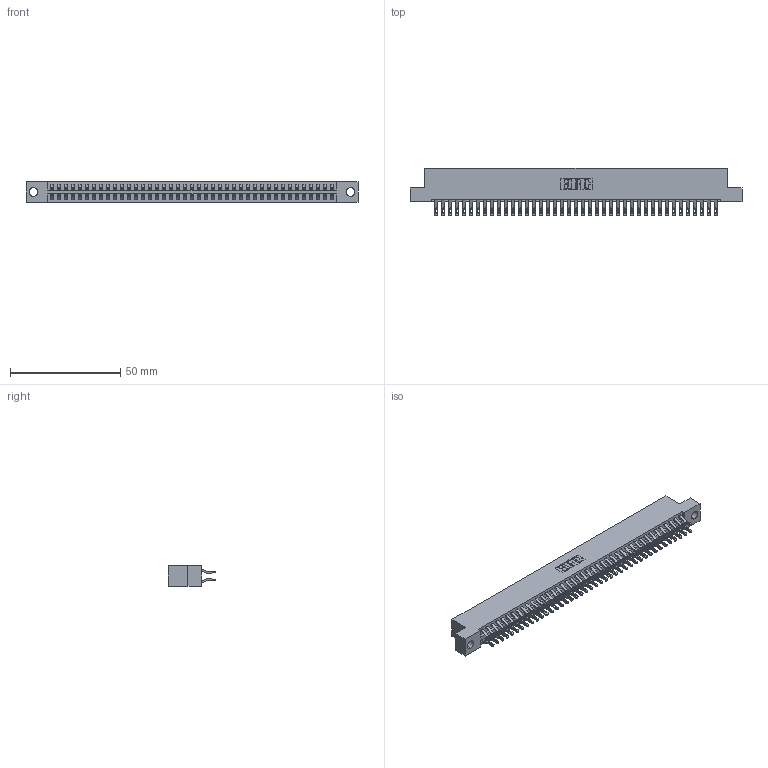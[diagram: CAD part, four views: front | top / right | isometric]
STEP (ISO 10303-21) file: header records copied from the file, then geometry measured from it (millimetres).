
FILE_DESCRIPTION (( 'STEP AP203' ), '1' );
FILE_NAME ('346-082-555-204.STEP', '2018-08-29T09:47:56', ( '' ), ( '' ), 'SwSTEP 2.0', 'SolidWorks 2016', '' );
FILE_SCHEMA (( 'CONFIG_CONTROL_DESIGN' ));
Length unit declared in the file: inch
Products named in the file (3): 346 Part_Flush Mounting Lugs - 0.156 Dia-TH; 345-292-001_555 Tail; 346-082-555-204
Assembly tree (83 placements, depth 2):
  346-082-555-204
    346 Part_Flush Mounting Lugs - 0.156 Dia-TH
    345-292-001_555 Tail  x82
Bounding box: 150.75 x 21.46 x 9.4 mm (x, y, z)
Volume: 14842.1 mm3; surface area: 21047 mm2
Topology: 83 solids, 83 shells, 4878 faces, 15335 edges, 10222 vertices
Faces by surface type: plane 2782, cylinder 2096
Entity records: 27221 total; most frequent: CARTESIAN_POINT 4522, ORIENTED_EDGE 4426, DIRECTION 4005, EDGE_CURVE 2213, LINE 1897, VECTOR 1897, VERTEX_POINT 1474, AXIS2_PLACEMENT_3D 1054
